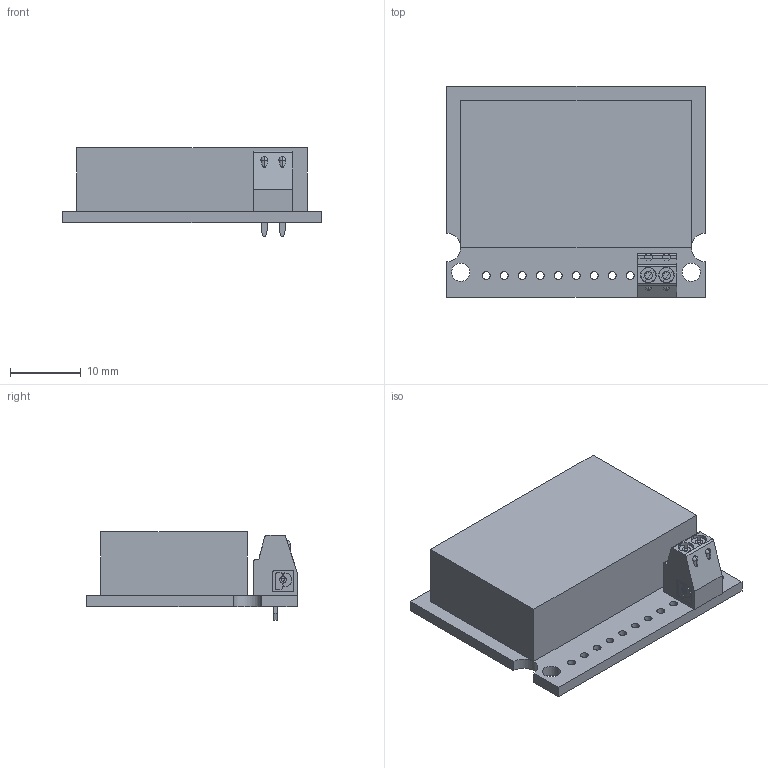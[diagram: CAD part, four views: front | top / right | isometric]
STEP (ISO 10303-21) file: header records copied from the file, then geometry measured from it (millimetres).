
FILE_DESCRIPTION(/* description */ ('Alibre Inc.'),/* implementation_level */ '2;1');
FILE_NAME(/* name */ 'export0',/* time_stamp */ '2016-06-27T16:27:54+02:00',/* author */ (''),/* organization */ (''),/* preprocessor_version */ 'ST-DEVELOPER v14',/* originating_system */ 'Alibre',/* authorisation */ '');
FILE_SCHEMA (('AUTOMOTIVE_DESIGN'));
Length unit declared in the file: centimetre
Bounding box: 36.5 x 29.75 x 12.5 mm (x, y, z)
Volume: 7960.8 mm3; surface area: 5044.8 mm2
Topology: 3 solids, 3 shells, 194 faces, 470 edges, 302 vertices
Faces by surface type: plane 118, cylinder 72, sphere 4
Full cylindrical faces by diameter (mm): 1.1 x11, 2.6 x2
Entity records: 5502 total; most frequent: CARTESIAN_POINT 1236, ORIENTED_EDGE 914, DIRECTION 726, EDGE_CURVE 457, VERTEX_POINT 302, AXIS2_PLACEMENT_3D 279, VECTOR 259, LINE 259
